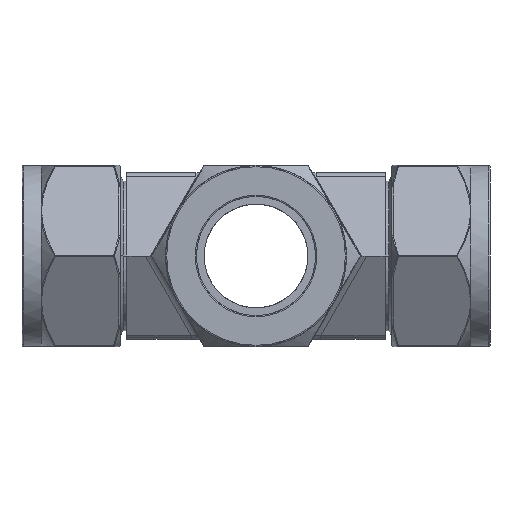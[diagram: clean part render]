
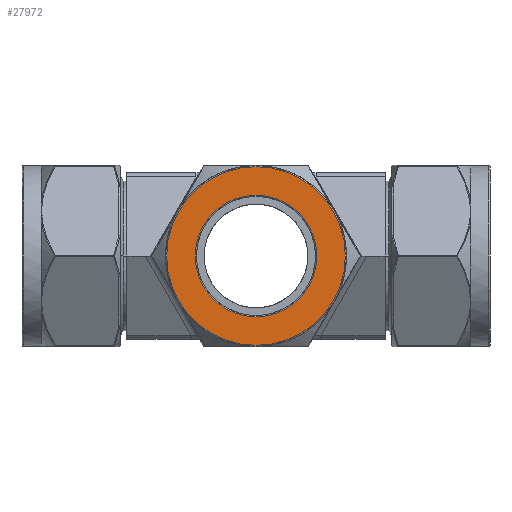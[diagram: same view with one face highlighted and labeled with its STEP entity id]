
A CAD part, front view. The second image highlights one B-rep face of the part: STEP entity #27972.
In plain terms, the highlighted face is planar.
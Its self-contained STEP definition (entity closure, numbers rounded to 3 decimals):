
#25152=CARTESIAN_POINT('',(0.,0.,0.));
#25153=DIRECTION('',(-1.,0.,0.));
#25154=DIRECTION('',(0.,1.,0.));
#25155=AXIS2_PLACEMENT_3D('',#25152,#25153,#25154);
#25157=CARTESIAN_POINT('',(0.,0.,0.));
#25158=DIRECTION('',(-1.,0.,0.));
#25159=DIRECTION('',(0.,-1.,0.));
#25160=AXIS2_PLACEMENT_3D('',#25157,#25158,#25159);
#25162=CARTESIAN_POINT('',(0.,0.,0.));
#25163=DIRECTION('',(1.,0.,0.));
#25164=DIRECTION('',(0.,0.,-1.));
#25165=AXIS2_PLACEMENT_3D('',#25162,#25163,#25164);
#25167=CARTESIAN_POINT('',(0.,0.,0.));
#25168=DIRECTION('',(1.,0.,0.));
#25169=DIRECTION('',(0.,0.,1.));
#25170=AXIS2_PLACEMENT_3D('',#25167,#25168,#25169);
#27782=CARTESIAN_POINT('',(0.,12.75,0.));
#27783=CARTESIAN_POINT('',(0.,-12.75,0.));
#27784=VERTEX_POINT('',#27782);
#27785=VERTEX_POINT('',#27783);
#27944=CARTESIAN_POINT('',(0.,0.,-18.75));
#27945=CARTESIAN_POINT('',(0.,0.,18.75));
#27946=VERTEX_POINT('',#27944);
#27947=VERTEX_POINT('',#27945);
#27955=CARTESIAN_POINT('',(0.,0.,0.));
#27956=DIRECTION('',(1.,0.,0.));
#27957=DIRECTION('',(0.,-1.,0.));
#27958=AXIS2_PLACEMENT_3D('',#27955,#27956,#27957);
#27959=PLANE('',#27958);
#27961=ORIENTED_EDGE('',*,*,#27960,.F.);
#27963=ORIENTED_EDGE('',*,*,#27962,.F.);
#27964=EDGE_LOOP('',(#27961,#27963));
#27965=FACE_OUTER_BOUND('',#27964,.F.);
#27967=ORIENTED_EDGE('',*,*,#27966,.F.);
#27969=ORIENTED_EDGE('',*,*,#27968,.F.);
#27970=EDGE_LOOP('',(#27967,#27969));
#27971=FACE_BOUND('',#27970,.F.);
#25156=CIRCLE('',#25155,12.75);
#25161=CIRCLE('',#25160,12.75);
#25166=CIRCLE('',#25165,18.75);
#25171=CIRCLE('',#25170,18.75);
#27960=EDGE_CURVE('',#27946,#27947,#25166,.T.);
#27962=EDGE_CURVE('',#27947,#27946,#25171,.T.);
#27966=EDGE_CURVE('',#27784,#27785,#25156,.T.);
#27968=EDGE_CURVE('',#27785,#27784,#25161,.T.);
#27972=ADVANCED_FACE('',(#27965,#27971),#27959,.T.);
